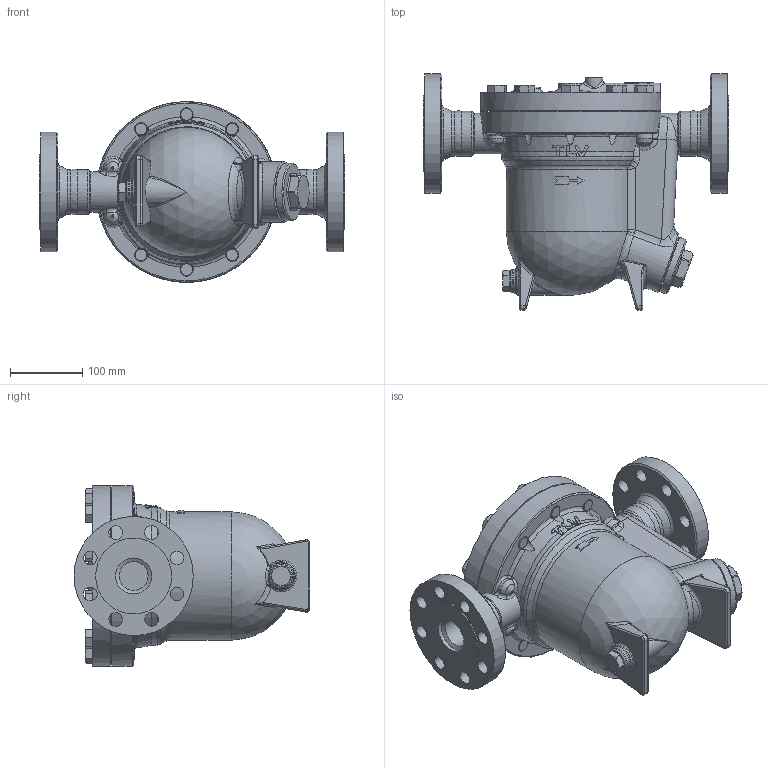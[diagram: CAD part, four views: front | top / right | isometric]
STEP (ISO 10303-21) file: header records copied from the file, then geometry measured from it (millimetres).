
FILE_DESCRIPTION((''),'2;1');
FILE_NAME('ah72r-050-jis40-00.stp','2014-01-17T10:03:14',('nakaot'),(''),'Autodesk Inventor 2012','Autodesk Inventor 2012','');
FILE_SCHEMA(('AUTOMOTIVE_DESIGN { 1 0 10303 214 1 1 1 1 }'));
Length unit declared in the file: millimetre
Products named in the file (1): ah72r-050-jis40-00
Bounding box: 423 x 326.5 x 250 mm (x, y, z)
Volume: 10191636.5 mm3; surface area: 521920.7 mm2
Topology: 1 solids, 1 shells, 559 faces, 1369 edges, 844 vertices
Faces by surface type: plane 168, cylinder 142, bspline 114, cone 98, torus 35, sphere 2
Full cylindrical faces by diameter (mm): 16 x10, 18 x10, 19 x16, 21 x1, 22.2 x1, 24 x1, 32 x1, 40 x2, 49.5 x1, 50 x2, 56 x1, 62 x4, 80 x1, 105 x2, 165 x2, 196 x1, 250 x2
Entity records: 22661 total; most frequent: CARTESIAN_POINT 11031, ORIENTED_EDGE 2514, DIRECTION 2116, EDGE_CURVE 1257, AXIS2_PLACEMENT_3D 901, VERTEX_POINT 823, EDGE_LOOP 734, FACE_OUTER_BOUND 559
